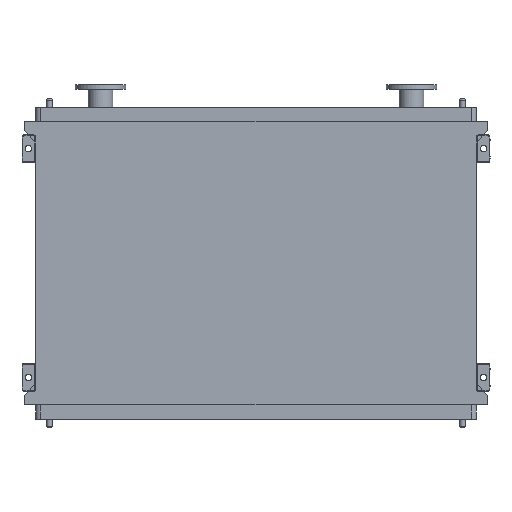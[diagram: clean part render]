
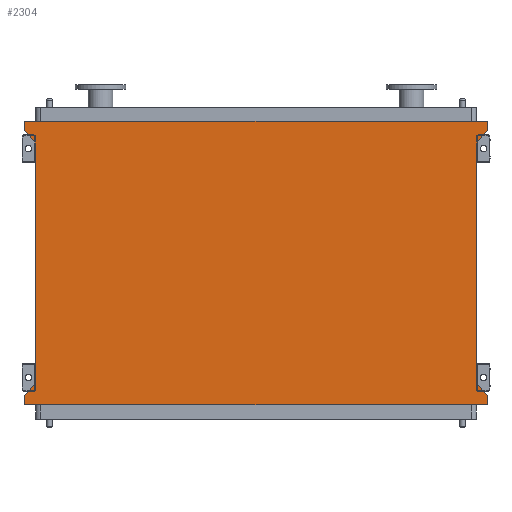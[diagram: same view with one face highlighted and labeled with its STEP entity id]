
A CAD part, front view. The second image highlights one B-rep face of the part: STEP entity #2304.
In plain terms, the highlighted planar face has unit normal (0, -1, 0).
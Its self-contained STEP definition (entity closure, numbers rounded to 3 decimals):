
#14 = VECTOR ( 'NONE', #5259, 1000. ) ;
#245 = CARTESIAN_POINT ( 'NONE',  ( -965., 0., -1050. ) ) ;
#274 = VERTEX_POINT ( 'NONE', #10183 ) ;
#1009 = VECTOR ( 'NONE', #9740, 1000. ) ;
#1136 = CARTESIAN_POINT ( 'NONE',  ( -1011., 0., -1145. ) ) ;
#1278 = VERTEX_POINT ( 'NONE', #2900 ) ;
#1354 = DIRECTION ( 'NONE',  ( 1., 0., 0. ) ) ;
#1747 = DIRECTION ( 'NONE',  ( 0., -1., 0. ) ) ;
#1826 = ORIENTED_EDGE ( 'NONE', *, *, #11005, .F. ) ;
#2033 = LINE ( 'NONE', #16831, #5399 ) ;
#2034 = VERTEX_POINT ( 'NONE', #8260 ) ;
#2083 = DIRECTION ( 'NONE',  ( 0.655, 0., 0.755 ) ) ;
#2304 = ADVANCED_FACE ( 'NONE', ( #11779 ), #10358, .T. ) ;
#2460 = VECTOR ( 'NONE', #2083, 1000. ) ;
#2635 = DIRECTION ( 'NONE',  ( -0.655, 0., -0.755 ) ) ;
#2653 = VERTEX_POINT ( 'NONE', #3881 ) ;
#2744 = VERTEX_POINT ( 'NONE', #9730 ) ;
#2751 = EDGE_CURVE ( 'NONE', #2744, #17210, #8436, .T. ) ;
#2900 = CARTESIAN_POINT ( 'NONE',  ( -965., 0., -1050. ) ) ;
#3059 = EDGE_CURVE ( 'NONE', #274, #13460, #11525, .T. ) ;
#3246 = ORIENTED_EDGE ( 'NONE', *, *, #4875, .T. ) ;
#3247 = ORIENTED_EDGE ( 'NONE', *, *, #15809, .F. ) ;
#3343 = VERTEX_POINT ( 'NONE', #11147 ) ;
#3421 = ORIENTED_EDGE ( 'NONE', *, *, #2751, .F. ) ;
#3572 = CARTESIAN_POINT ( 'NONE',  ( -965., 0., 0. ) ) ;
#3701 = LINE ( 'NONE', #12619, #14535 ) ;
#3881 = CARTESIAN_POINT ( 'NONE',  ( 965., 0., 0. ) ) ;
#4269 = DIRECTION ( 'NONE',  ( 0., 0., 1. ) ) ;
#4598 = VECTOR ( 'NONE', #5506, 1000. ) ;
#4740 = CARTESIAN_POINT ( 'NONE',  ( 1011., 0., 95. ) ) ;
#4875 = EDGE_CURVE ( 'NONE', #12761, #2653, #15758, .T. ) ;
#5259 = DIRECTION ( 'NONE',  ( 0., 0., -1. ) ) ;
#5399 = VECTOR ( 'NONE', #1354, 1000. ) ;
#5506 = DIRECTION ( 'NONE',  ( -1., 0., 0. ) ) ;
#5713 = CARTESIAN_POINT ( 'NONE',  ( -1011., 0., 53. ) ) ;
#5901 = CARTESIAN_POINT ( 'NONE',  ( 1011., 0., 53. ) ) ;
#6051 = DIRECTION ( 'NONE',  ( -0.655, 0., 0.755 ) ) ;
#6246 = EDGE_CURVE ( 'NONE', #2034, #1278, #6306, .T. ) ;
#6306 = LINE ( 'NONE', #6376, #2460 ) ;
#6312 = EDGE_LOOP ( 'NONE', ( #3246, #3247, #10578, #12269, #8949, #9072, #1826, #8122, #14326, #3421, #12139, #8707 ) ) ;
#6376 = CARTESIAN_POINT ( 'NONE',  ( -1011., 0., -1103. ) ) ;
#6719 = CARTESIAN_POINT ( 'NONE',  ( -1011., 0., 95. ) ) ;
#8122 = ORIENTED_EDGE ( 'NONE', *, *, #6246, .F. ) ;
#8132 = LINE ( 'NONE', #17870, #14 ) ;
#8260 = CARTESIAN_POINT ( 'NONE',  ( -1011., 0., -1103. ) ) ;
#8308 = LINE ( 'NONE', #5713, #13983 ) ;
#8436 = LINE ( 'NONE', #15282, #4598 ) ;
#8645 = LINE ( 'NONE', #1136, #1009 ) ;
#8707 = ORIENTED_EDGE ( 'NONE', *, *, #16697, .F. ) ;
#8949 = ORIENTED_EDGE ( 'NONE', *, *, #10660, .F. ) ;
#8993 = AXIS2_PLACEMENT_3D ( 'NONE', #245, #1747, #11770 ) ;
#9072 = ORIENTED_EDGE ( 'NONE', *, *, #16984, .F. ) ;
#9181 = LINE ( 'NONE', #9491, #16109 ) ;
#9214 = DIRECTION ( 'NONE',  ( 0., 0., -1. ) ) ;
#9401 = EDGE_CURVE ( 'NONE', #3343, #2744, #8132, .T. ) ;
#9491 = CARTESIAN_POINT ( 'NONE',  ( -965., 0., -1050. ) ) ;
#9512 = EDGE_CURVE ( 'NONE', #12602, #274, #2033, .T. ) ;
#9730 = CARTESIAN_POINT ( 'NONE',  ( 1011., 0., -1145. ) ) ;
#9740 = DIRECTION ( 'NONE',  ( 0., 0., 1. ) ) ;
#10108 = CARTESIAN_POINT ( 'NONE',  ( 965., 0., -1050. ) ) ;
#10183 = CARTESIAN_POINT ( 'NONE',  ( 1011., 0., 95. ) ) ;
#10358 = PLANE ( 'NONE',  #8993 ) ;
#10578 = ORIENTED_EDGE ( 'NONE', *, *, #3059, .F. ) ;
#10616 = LINE ( 'NONE', #15848, #14273 ) ;
#10660 = EDGE_CURVE ( 'NONE', #15651, #12602, #8308, .T. ) ;
#10978 = CARTESIAN_POINT ( 'NONE',  ( 965., 0., -1050. ) ) ;
#11005 = EDGE_CURVE ( 'NONE', #1278, #16123, #9181, .T. ) ;
#11147 = CARTESIAN_POINT ( 'NONE',  ( 1011., 0., -1103. ) ) ;
#11295 = VECTOR ( 'NONE', #17860, 1000. ) ;
#11525 = LINE ( 'NONE', #4740, #15177 ) ;
#11770 = DIRECTION ( 'NONE',  ( 0., 0., -1. ) ) ;
#11779 = FACE_OUTER_BOUND ( 'NONE', #6312, .T. ) ;
#12139 = ORIENTED_EDGE ( 'NONE', *, *, #9401, .F. ) ;
#12269 = ORIENTED_EDGE ( 'NONE', *, *, #9512, .F. ) ;
#12602 = VERTEX_POINT ( 'NONE', #6719 ) ;
#12619 = CARTESIAN_POINT ( 'NONE',  ( 1011., 0., 53. ) ) ;
#12761 = VERTEX_POINT ( 'NONE', #16766 ) ;
#13460 = VERTEX_POINT ( 'NONE', #5901 ) ;
#13647 = CARTESIAN_POINT ( 'NONE',  ( -1011., 0., 53. ) ) ;
#13707 = EDGE_CURVE ( 'NONE', #17210, #2034, #8645, .T. ) ;
#13983 = VECTOR ( 'NONE', #4269, 1000. ) ;
#14273 = VECTOR ( 'NONE', #6051, 1000. ) ;
#14282 = DIRECTION ( 'NONE',  ( 0., 0., 1. ) ) ;
#14326 = ORIENTED_EDGE ( 'NONE', *, *, #13707, .F. ) ;
#14535 = VECTOR ( 'NONE', #2635, 1000. ) ;
#14925 = LINE ( 'NONE', #10978, #11295 ) ;
#15131 = CARTESIAN_POINT ( 'NONE',  ( -1011., 0., -1145. ) ) ;
#15177 = VECTOR ( 'NONE', #9214, 1000. ) ;
#15282 = CARTESIAN_POINT ( 'NONE',  ( 1011., 0., -1145. ) ) ;
#15329 = VECTOR ( 'NONE', #14282, 1000. ) ;
#15651 = VERTEX_POINT ( 'NONE', #13647 ) ;
#15758 = LINE ( 'NONE', #10108, #15329 ) ;
#15809 = EDGE_CURVE ( 'NONE', #13460, #2653, #3701, .T. ) ;
#15848 = CARTESIAN_POINT ( 'NONE',  ( -965., 0., 0. ) ) ;
#16109 = VECTOR ( 'NONE', #16376, 1000. ) ;
#16123 = VERTEX_POINT ( 'NONE', #3572 ) ;
#16376 = DIRECTION ( 'NONE',  ( 0., 0., 1. ) ) ;
#16697 = EDGE_CURVE ( 'NONE', #12761, #3343, #14925, .T. ) ;
#16766 = CARTESIAN_POINT ( 'NONE',  ( 965., 0., -1050. ) ) ;
#16831 = CARTESIAN_POINT ( 'NONE',  ( -1011., 0., 95. ) ) ;
#16984 = EDGE_CURVE ( 'NONE', #16123, #15651, #10616, .T. ) ;
#17210 = VERTEX_POINT ( 'NONE', #15131 ) ;
#17860 = DIRECTION ( 'NONE',  ( 0.655, 0., -0.755 ) ) ;
#17870 = CARTESIAN_POINT ( 'NONE',  ( 1011., 0., -1103. ) ) ;
